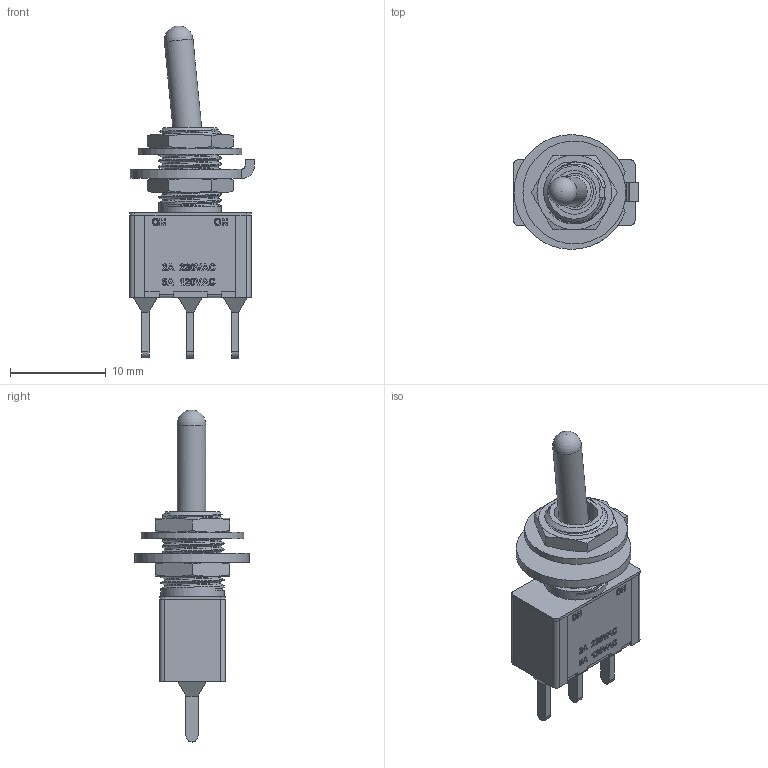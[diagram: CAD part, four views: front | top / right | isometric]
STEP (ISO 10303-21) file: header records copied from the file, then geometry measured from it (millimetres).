
FILE_DESCRIPTION(/* description */ (''),/* implementation_level */ '2;1');
FILE_NAME(/* name */ 'RS-PRO Schalter v5.step',/* time_stamp */ '2020-03-05T17:37:12+01:00',/* author */ (''),/* organization */ (''),/* preprocessor_version */ 'ST-DEVELOPER v18',/* originating_system */ 'Autodesk Translation Framework v8.12.0.6',/* authorisation */ '');
FILE_SCHEMA (('AUTOMOTIVE_DESIGN { 1 0 10303 214 3 1 1 }'));
Length unit declared in the file: millimetre
Products named in the file (9): RS-PRO Schalter; Body; Hebel; Scheibe; Mutter; Scheibe (1); Mutter (1); Stifte; Gewinde
Assembly tree (8 placements, depth 2):
  RS-PRO Schalter
    Body
    Hebel
    Scheibe
    Mutter
    Scheibe (1)
    Mutter (1)
    Stifte
    Gewinde
Bounding box: 13.05 x 12 x 34.71 mm (x, y, z)
Volume: 1316.3 mm3; surface area: 2227.9 mm2
Topology: 10 solids, 10 shells, 822 faces, 2240 edges, 1481 vertices
Faces by surface type: bspline 390, plane 341, cylinder 63, cone 26, sphere 2
Full cylindrical faces by diameter (mm): 3 x1, 3.8 x1, 4.572 x1, 6.4 x3, 10.75 x1
Entity records: 33521 total; most frequent: CARTESIAN_POINT 15355, ORIENTED_EDGE 4478, DIRECTION 2346, EDGE_CURVE 2239, VERTEX_POINT 1481, LINE 1196, VECTOR 1196, EDGE_LOOP 874
